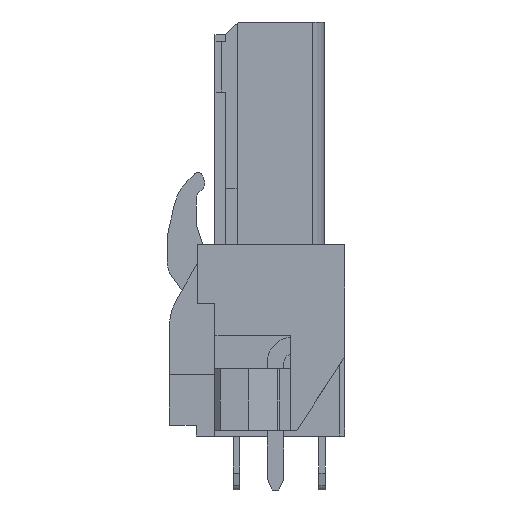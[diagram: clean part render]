
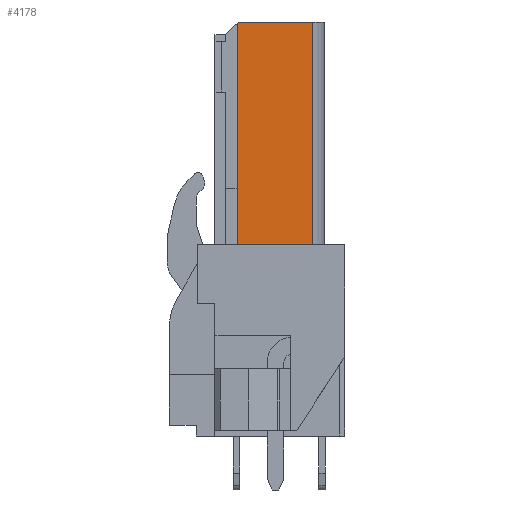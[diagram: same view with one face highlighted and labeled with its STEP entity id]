
A CAD part, left-side view. The second image highlights one B-rep face of the part: STEP entity #4178.
In plain terms, the highlighted planar face has unit normal (-1, 0, 0).
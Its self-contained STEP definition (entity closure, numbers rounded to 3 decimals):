
#4150=AXIS2_PLACEMENT_3D('Plane Axis2P3D',#4147,#4148,#4149) ;
#1525=CARTESIAN_POINT('Vertex',(5.7,1.92,14.54)) ;
#1528=CARTESIAN_POINT('Line Origine',(5.7,4.155,14.54)) ;
#1532=CARTESIAN_POINT('Vertex',(5.7,6.39,14.54)) ;
#4132=CARTESIAN_POINT('Vertex',(5.7,1.92,27.74)) ;
#4135=CARTESIAN_POINT('Line Origine',(5.7,1.92,21.14)) ;
#4147=CARTESIAN_POINT('Axis2P3D Location',(5.7,6.39,27.74)) ;
#4152=CARTESIAN_POINT('Line Origine',(5.7,6.355,27.705)) ;
#4156=CARTESIAN_POINT('Vertex',(5.7,6.39,27.67)) ;
#4158=CARTESIAN_POINT('Vertex',(5.7,6.32,27.74)) ;
#4161=CARTESIAN_POINT('Line Origine',(5.7,6.39,21.105)) ;
#4166=CARTESIAN_POINT('Line Origine',(5.7,4.12,27.74)) ;
#1529=DIRECTION('Vector Direction',(0.,-1.,0.)) ;
#4136=DIRECTION('Vector Direction',(0.,0.,-1.)) ;
#4148=DIRECTION('Axis2P3D Direction',(1.,0.,0.)) ;
#4149=DIRECTION('Axis2P3D XDirection',(0.,-1.,0.)) ;
#4153=DIRECTION('Vector Direction',(0.,0.707,-0.707)) ;
#4162=DIRECTION('Vector Direction',(0.,0.,-1.)) ;
#4167=DIRECTION('Vector Direction',(0.,-1.,0.)) ;
#1530=VECTOR('Line Direction',#1529,1.) ;
#4137=VECTOR('Line Direction',#4136,1.) ;
#4154=VECTOR('Line Direction',#4153,1.) ;
#4163=VECTOR('Line Direction',#4162,1.) ;
#4168=VECTOR('Line Direction',#4167,1.) ;
#4172=ORIENTED_EDGE('',*,*,#4160,.F.) ;
#4173=ORIENTED_EDGE('',*,*,#4165,.T.) ;
#4174=ORIENTED_EDGE('',*,*,#1534,.T.) ;
#4175=ORIENTED_EDGE('',*,*,#4139,.F.) ;
#4176=ORIENTED_EDGE('',*,*,#4170,.F.) ;
#4178=ADVANCED_FACE('PartBody',(#4177),#4151,.F.) ;
#1534=EDGE_CURVE('',#1533,#1526,#1531,.T.) ;
#4139=EDGE_CURVE('',#4133,#1526,#4138,.T.) ;
#4160=EDGE_CURVE('',#4157,#4159,#4155,.F.) ;
#4165=EDGE_CURVE('',#4157,#1533,#4164,.T.) ;
#4170=EDGE_CURVE('',#4159,#4133,#4169,.T.) ;
#4171=EDGE_LOOP('',(#4172,#4173,#4174,#4175,#4176)) ;
#4177=FACE_OUTER_BOUND('',#4171,.T.) ;
#1531=LINE('Line',#1528,#1530) ;
#4138=LINE('Line',#4135,#4137) ;
#4155=LINE('Line',#4152,#4154) ;
#4164=LINE('Line',#4161,#4163) ;
#4169=LINE('Line',#4166,#4168) ;
#4151=PLANE('',#4150) ;
#1526=VERTEX_POINT('',#1525) ;
#1533=VERTEX_POINT('',#1532) ;
#4133=VERTEX_POINT('',#4132) ;
#4157=VERTEX_POINT('',#4156) ;
#4159=VERTEX_POINT('',#4158) ;
